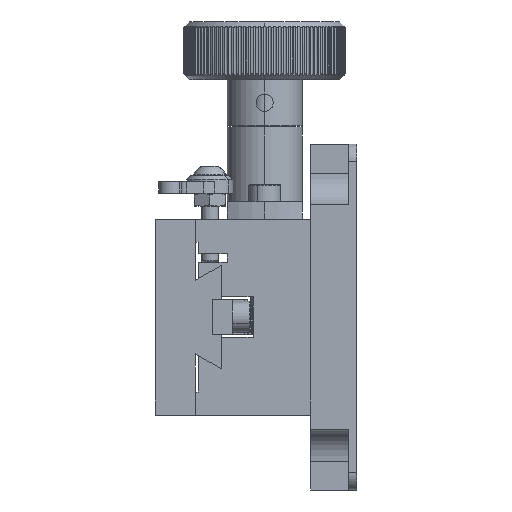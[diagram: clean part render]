
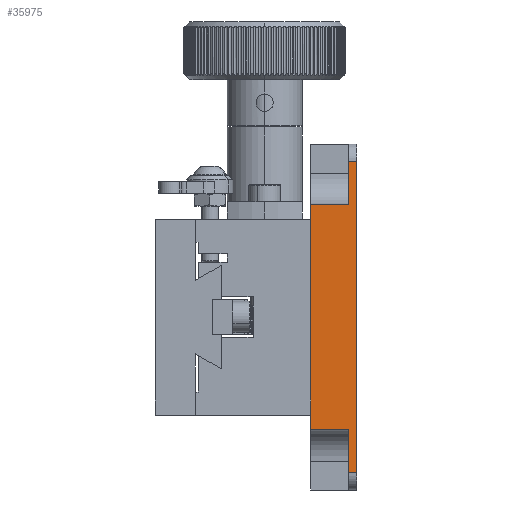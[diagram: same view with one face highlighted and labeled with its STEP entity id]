
A CAD part, left-side view. The second image highlights one B-rep face of the part: STEP entity #35975.
In plain terms, the highlighted planar face has unit normal (-1, 0, 0).
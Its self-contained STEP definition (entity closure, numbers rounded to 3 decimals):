
#282 = VERTEX_POINT ( 'NONE', #38673 ) ;
#843 = EDGE_CURVE ( 'NONE', #75633, #17005, #60922, .T. ) ;
#1208 = ORIENTED_EDGE ( 'NONE', *, *, #28070, .F. ) ;
#1505 = LINE ( 'NONE', #69765, #39615 ) ;
#2880 = CARTESIAN_POINT ( 'NONE',  ( -30., -6.6, -19.5 ) ) ;
#3269 = LINE ( 'NONE', #60660, #81765 ) ;
#3487 = DIRECTION ( 'NONE',  ( 0., 0., -1. ) ) ;
#4126 = CARTESIAN_POINT ( 'NONE',  ( -30., -8., 27. ) ) ;
#5881 = CARTESIAN_POINT ( 'NONE',  ( -30., -6.6, -27. ) ) ;
#8470 = LINE ( 'NONE', #33940, #81441 ) ;
#9442 = VECTOR ( 'NONE', #89823, 1000. ) ;
#10071 = VERTEX_POINT ( 'NONE', #56576 ) ;
#13137 = EDGE_CURVE ( 'NONE', #17005, #80961, #75504, .T. ) ;
#17005 = VERTEX_POINT ( 'NONE', #72349 ) ;
#20124 = DIRECTION ( 'NONE',  ( 0., 1., 0. ) ) ;
#21360 = ORIENTED_EDGE ( 'NONE', *, *, #88114, .T. ) ;
#22885 = EDGE_CURVE ( 'NONE', #282, #60472, #3269, .T. ) ;
#24353 = CARTESIAN_POINT ( 'NONE',  ( -30., -6.6, 19.5 ) ) ;
#27444 = DIRECTION ( 'NONE',  ( 0., 1., 0. ) ) ;
#28070 = EDGE_CURVE ( 'NONE', #282, #10071, #44496, .T. ) ;
#32604 = DIRECTION ( 'NONE',  ( 0., 0., -1. ) ) ;
#32930 = ORIENTED_EDGE ( 'NONE', *, *, #13137, .T. ) ;
#33940 = CARTESIAN_POINT ( 'NONE',  ( -30., -6.6, -19.5 ) ) ;
#34225 = CARTESIAN_POINT ( 'NONE',  ( -30., -6.6, 27. ) ) ;
#35212 = VECTOR ( 'NONE', #3487, 1000. ) ;
#35975 = ADVANCED_FACE ( 'NONE', ( #72566 ), #45202, .F. ) ;
#38673 = CARTESIAN_POINT ( 'NONE',  ( -30., -8., 27. ) ) ;
#39615 = VECTOR ( 'NONE', #27444, 1000. ) ;
#44039 = VERTEX_POINT ( 'NONE', #5881 ) ;
#44496 = LINE ( 'NONE', #73434, #51093 ) ;
#45192 = CARTESIAN_POINT ( 'NONE',  ( -30., 0., 27. ) ) ;
#45202 = PLANE ( 'NONE',  #86380 ) ;
#46729 = VERTEX_POINT ( 'NONE', #2880 ) ;
#47504 = LINE ( 'NONE', #75570, #9442 ) ;
#47850 = DIRECTION ( 'NONE',  ( 0., 0., -1. ) ) ;
#49819 = CARTESIAN_POINT ( 'NONE',  ( -30., 0., -19.5 ) ) ;
#51093 = VECTOR ( 'NONE', #32604, 1000. ) ;
#52257 = DIRECTION ( 'NONE',  ( 0., 0., 1. ) ) ;
#53168 = DIRECTION ( 'NONE',  ( 1., 0., 0. ) ) ;
#54801 = DIRECTION ( 'NONE',  ( 0., 1., 0. ) ) ;
#55317 = EDGE_CURVE ( 'NONE', #46729, #80961, #8470, .T. ) ;
#56576 = CARTESIAN_POINT ( 'NONE',  ( -30., -8., -27. ) ) ;
#58748 = VECTOR ( 'NONE', #54801, 1000. ) ;
#59616 = EDGE_CURVE ( 'NONE', #60472, #75633, #76196, .T. ) ;
#60472 = VERTEX_POINT ( 'NONE', #34225 ) ;
#60660 = CARTESIAN_POINT ( 'NONE',  ( -30., -8., 27. ) ) ;
#60922 = LINE ( 'NONE', #67887, #58748 ) ;
#65810 = CARTESIAN_POINT ( 'NONE',  ( -30., -6.6, 27. ) ) ;
#67887 = CARTESIAN_POINT ( 'NONE',  ( -30., -6.6, 19.5 ) ) ;
#69765 = CARTESIAN_POINT ( 'NONE',  ( -30., -8., -27. ) ) ;
#69869 = DIRECTION ( 'NONE',  ( 0., 1., 0. ) ) ;
#70620 = ORIENTED_EDGE ( 'NONE', *, *, #59616, .T. ) ;
#72349 = CARTESIAN_POINT ( 'NONE',  ( -30., 0., 19.5 ) ) ;
#72566 = FACE_OUTER_BOUND ( 'NONE', #79904, .T. ) ;
#72945 = EDGE_CURVE ( 'NONE', #10071, #44039, #1505, .T. ) ;
#73434 = CARTESIAN_POINT ( 'NONE',  ( -30., -8., 27. ) ) ;
#74673 = ORIENTED_EDGE ( 'NONE', *, *, #843, .T. ) ;
#75504 = LINE ( 'NONE', #45192, #35212 ) ;
#75570 = CARTESIAN_POINT ( 'NONE',  ( -30., -6.6, 27. ) ) ;
#75633 = VERTEX_POINT ( 'NONE', #24353 ) ;
#76196 = LINE ( 'NONE', #65810, #78366 ) ;
#78366 = VECTOR ( 'NONE', #47850, 1000. ) ;
#79904 = EDGE_LOOP ( 'NONE', ( #32930, #81298, #21360, #80989, #1208, #90333, #70620, #74673 ) ) ;
#80961 = VERTEX_POINT ( 'NONE', #49819 ) ;
#80989 = ORIENTED_EDGE ( 'NONE', *, *, #72945, .F. ) ;
#81298 = ORIENTED_EDGE ( 'NONE', *, *, #55317, .F. ) ;
#81441 = VECTOR ( 'NONE', #69869, 1000. ) ;
#81765 = VECTOR ( 'NONE', #20124, 1000. ) ;
#86380 = AXIS2_PLACEMENT_3D ( 'NONE', #4126, #53168, #52257 ) ;
#88114 = EDGE_CURVE ( 'NONE', #46729, #44039, #47504, .T. ) ;
#89823 = DIRECTION ( 'NONE',  ( 0., 0., -1. ) ) ;
#90333 = ORIENTED_EDGE ( 'NONE', *, *, #22885, .T. ) ;
